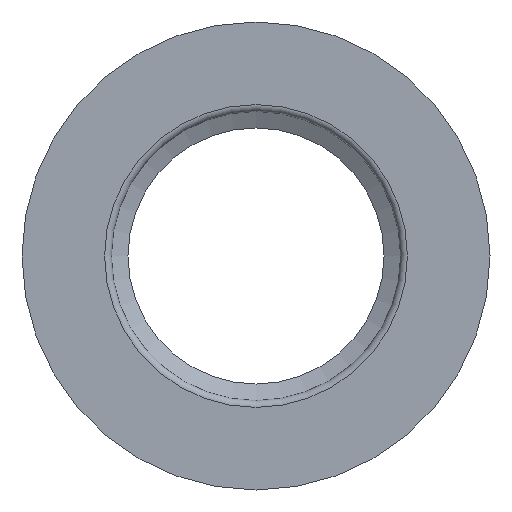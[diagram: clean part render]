
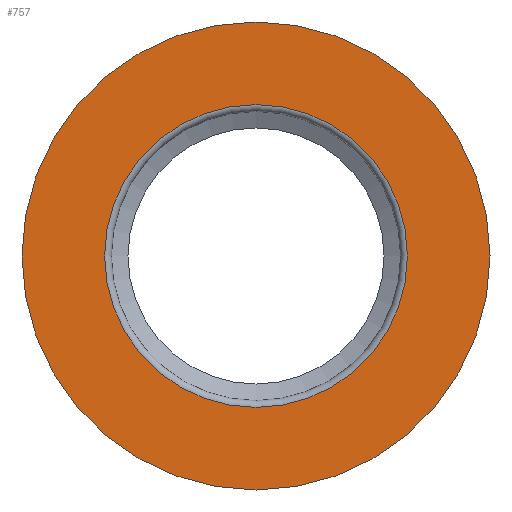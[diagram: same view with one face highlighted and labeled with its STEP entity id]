
A CAD part, front view. The second image highlights one B-rep face of the part: STEP entity #757.
In plain terms, the highlighted planar face has unit normal (0, -1, 0).
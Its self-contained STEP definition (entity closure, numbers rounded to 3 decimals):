
#252=ORIENTED_EDGE('',*,*,#435,.F.);
#253=ORIENTED_EDGE('',*,*,#437,.F.);
#435=EDGE_CURVE('',#525,#525,#573,.F.);
#437=EDGE_CURVE('',#527,#527,#575,.F.);
#525=VERTEX_POINT('',#1736);
#527=VERTEX_POINT('',#1741);
#573=CIRCLE('',#852,17.);
#575=CIRCLE('',#855,11.);
#617=EDGE_LOOP('',(#252));
#618=EDGE_LOOP('',(#253));
#683=FACE_BOUND('',#617,.T.);
#684=FACE_BOUND('',#618,.T.);
#726=PLANE('',#854);
#757=ADVANCED_FACE('',(#683,#684),#726,.F.);
#852=AXIS2_PLACEMENT_3D('',#1735,#1015,#1016);
#854=AXIS2_PLACEMENT_3D('',#1739,#1019,#1020);
#855=AXIS2_PLACEMENT_3D('',#1740,#1021,#1022);
#1015=DIRECTION('',(0.,-1.,0.));
#1016=DIRECTION('',(0.,0.,-1.));
#1019=DIRECTION('',(0.,1.,0.));
#1020=DIRECTION('',(0.,0.,1.));
#1021=DIRECTION('',(0.,1.,0.));
#1022=DIRECTION('',(0.,0.,1.));
#1735=CARTESIAN_POINT('',(0.,0.,0.));
#1736=CARTESIAN_POINT('',(0.,0.,-17.));
#1739=CARTESIAN_POINT('',(0.,0.,0.));
#1740=CARTESIAN_POINT('',(0.,0.,0.));
#1741=CARTESIAN_POINT('',(0.,0.,11.));
